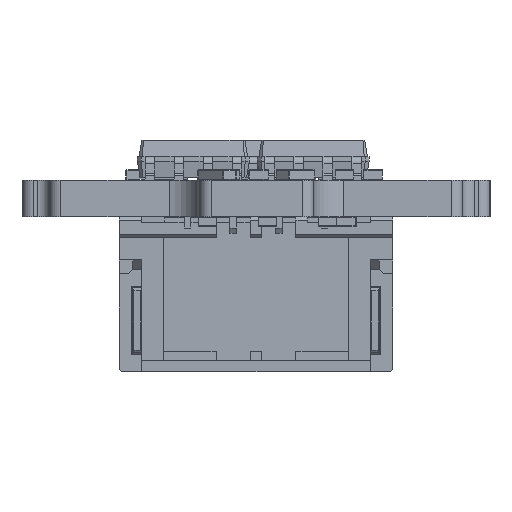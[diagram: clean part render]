
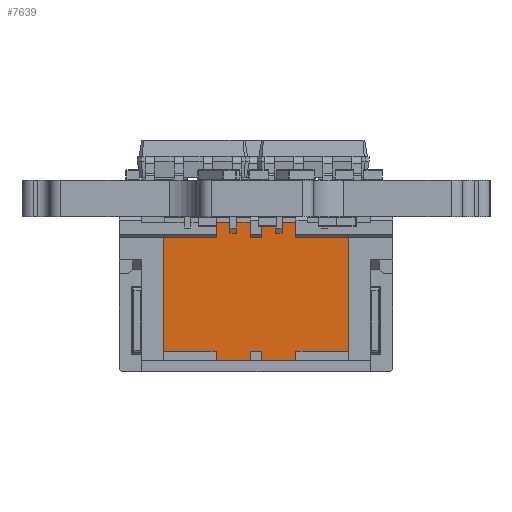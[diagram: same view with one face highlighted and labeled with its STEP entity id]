
A CAD part, left-side view. The second image highlights one B-rep face of the part: STEP entity #7639.
In plain terms, the highlighted face is planar.
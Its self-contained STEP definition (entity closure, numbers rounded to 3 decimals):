
#7422 = VERTEX_POINT('',#7423);
#7423 = CARTESIAN_POINT('',(0.25,2.4,5.875));
#7440 = VERTEX_POINT('',#7441);
#7441 = CARTESIAN_POINT('',(0.25,2.8,5.875));
#7447 = EDGE_CURVE('',#7440,#7422,#7448,.T.);
#7448 = LINE('',#7449,#7450);
#7449 = CARTESIAN_POINT('',(0.25,2.8,5.875));
#7450 = VECTOR('',#7451,1.);
#7451 = DIRECTION('',(0.,-1.,0.));
#7471 = VERTEX_POINT('',#7472);
#7472 = CARTESIAN_POINT('',(0.25,-2.6,5.875));
#7478 = EDGE_CURVE('',#7471,#7479,#7481,.T.);
#7479 = VERTEX_POINT('',#7480);
#7480 = CARTESIAN_POINT('',(0.25,-3.25,5.875));
#7481 = LINE('',#7482,#7483);
#7482 = CARTESIAN_POINT('',(0.25,-2.6,5.875));
#7483 = VECTOR('',#7484,1.);
#7484 = DIRECTION('',(0.,-1.,0.));
#7532 = EDGE_CURVE('',#7533,#7535,#7537,.T.);
#7533 = VERTEX_POINT('',#7534);
#7534 = CARTESIAN_POINT('',(-1.75,2.4,5.875));
#7535 = VERTEX_POINT('',#7536);
#7536 = CARTESIAN_POINT('',(-4.05,2.4,5.875));
#7537 = LINE('',#7538,#7539);
#7538 = CARTESIAN_POINT('',(-1.75,2.4,5.875));
#7539 = VECTOR('',#7540,1.);
#7540 = DIRECTION('',(-1.,0.,0.));
#7573 = VERTEX_POINT('',#7574);
#7574 = CARTESIAN_POINT('',(1.75,2.4,5.875));
#7591 = VERTEX_POINT('',#7592);
#7592 = CARTESIAN_POINT('',(4.05,2.4,5.875));
#7598 = EDGE_CURVE('',#7591,#7573,#7599,.T.);
#7599 = LINE('',#7600,#7601);
#7600 = CARTESIAN_POINT('',(4.05,2.4,5.875));
#7601 = VECTOR('',#7602,1.);
#7602 = DIRECTION('',(-1.,0.,0.));
#7613 = EDGE_CURVE('',#7422,#7614,#7616,.T.);
#7614 = VERTEX_POINT('',#7615);
#7615 = CARTESIAN_POINT('',(-0.25,2.4,5.875));
#7616 = LINE('',#7617,#7618);
#7617 = CARTESIAN_POINT('',(0.25,2.4,5.875));
#7618 = VECTOR('',#7619,1.);
#7619 = DIRECTION('',(-1.,0.,0.));
#7639 = ADVANCED_FACE('',(#7640),#7823,.T.);
#7640 = FACE_BOUND('',#7641,.F.);
#7641 = EDGE_LOOP('',(#7642,#7652,#7660,#7668,#7674,#7675,#7683,#7691,
    #7699,#7707,#7715,#7723,#7731,#7739,#7747,#7753,#7754,#7762,#7770,
    #7776,#7777,#7778,#7786,#7792,#7793,#7801,#7809,#7817));
#7642 = ORIENTED_EDGE('',*,*,#7643,.T.);
#7643 = EDGE_CURVE('',#7644,#7646,#7648,.T.);
#7644 = VERTEX_POINT('',#7645);
#7645 = CARTESIAN_POINT('',(1.15,-3.25,5.875));
#7646 = VERTEX_POINT('',#7647);
#7647 = CARTESIAN_POINT('',(1.15,-2.775,5.875));
#7648 = LINE('',#7649,#7650);
#7649 = CARTESIAN_POINT('',(1.15,-3.25,5.875));
#7650 = VECTOR('',#7651,1.);
#7651 = DIRECTION('',(0.,1.,0.));
#7652 = ORIENTED_EDGE('',*,*,#7653,.T.);
#7653 = EDGE_CURVE('',#7646,#7654,#7656,.T.);
#7654 = VERTEX_POINT('',#7655);
#7655 = CARTESIAN_POINT('',(0.85,-2.775,5.875));
#7656 = LINE('',#7657,#7658);
#7657 = CARTESIAN_POINT('',(1.15,-2.775,5.875));
#7658 = VECTOR('',#7659,1.);
#7659 = DIRECTION('',(-1.,0.,0.));
#7660 = ORIENTED_EDGE('',*,*,#7661,.F.);
#7661 = EDGE_CURVE('',#7662,#7654,#7664,.T.);
#7662 = VERTEX_POINT('',#7663);
#7663 = CARTESIAN_POINT('',(0.85,-3.25,5.875));
#7664 = LINE('',#7665,#7666);
#7665 = CARTESIAN_POINT('',(0.85,-3.25,5.875));
#7666 = VECTOR('',#7667,1.);
#7667 = DIRECTION('',(0.,1.,0.));
#7668 = ORIENTED_EDGE('',*,*,#7669,.T.);
#7669 = EDGE_CURVE('',#7662,#7479,#7670,.T.);
#7670 = LINE('',#7671,#7672);
#7671 = CARTESIAN_POINT('',(0.85,-3.25,5.875));
#7672 = VECTOR('',#7673,1.);
#7673 = DIRECTION('',(-1.,0.,0.));
#7674 = ORIENTED_EDGE('',*,*,#7478,.F.);
#7675 = ORIENTED_EDGE('',*,*,#7676,.T.);
#7676 = EDGE_CURVE('',#7471,#7677,#7679,.T.);
#7677 = VERTEX_POINT('',#7678);
#7678 = CARTESIAN_POINT('',(-0.25,-2.6,5.875));
#7679 = LINE('',#7680,#7681);
#7680 = CARTESIAN_POINT('',(0.25,-2.6,5.875));
#7681 = VECTOR('',#7682,1.);
#7682 = DIRECTION('',(-1.,0.,0.));
#7683 = ORIENTED_EDGE('',*,*,#7684,.T.);
#7684 = EDGE_CURVE('',#7677,#7685,#7687,.T.);
#7685 = VERTEX_POINT('',#7686);
#7686 = CARTESIAN_POINT('',(-0.25,-3.25,5.875));
#7687 = LINE('',#7688,#7689);
#7688 = CARTESIAN_POINT('',(-0.25,-2.6,5.875));
#7689 = VECTOR('',#7690,1.);
#7690 = DIRECTION('',(0.,-1.,0.));
#7691 = ORIENTED_EDGE('',*,*,#7692,.T.);
#7692 = EDGE_CURVE('',#7685,#7693,#7695,.T.);
#7693 = VERTEX_POINT('',#7694);
#7694 = CARTESIAN_POINT('',(-0.85,-3.25,5.875));
#7695 = LINE('',#7696,#7697);
#7696 = CARTESIAN_POINT('',(-0.25,-3.25,5.875));
#7697 = VECTOR('',#7698,1.);
#7698 = DIRECTION('',(-1.,0.,0.));
#7699 = ORIENTED_EDGE('',*,*,#7700,.T.);
#7700 = EDGE_CURVE('',#7693,#7701,#7703,.T.);
#7701 = VERTEX_POINT('',#7702);
#7702 = CARTESIAN_POINT('',(-0.85,-2.775,5.875));
#7703 = LINE('',#7704,#7705);
#7704 = CARTESIAN_POINT('',(-0.85,-3.25,5.875));
#7705 = VECTOR('',#7706,1.);
#7706 = DIRECTION('',(0.,1.,0.));
#7707 = ORIENTED_EDGE('',*,*,#7708,.T.);
#7708 = EDGE_CURVE('',#7701,#7709,#7711,.T.);
#7709 = VERTEX_POINT('',#7710);
#7710 = CARTESIAN_POINT('',(-1.15,-2.775,5.875));
#7711 = LINE('',#7712,#7713);
#7712 = CARTESIAN_POINT('',(-0.85,-2.775,5.875));
#7713 = VECTOR('',#7714,1.);
#7714 = DIRECTION('',(-1.,0.,0.));
#7715 = ORIENTED_EDGE('',*,*,#7716,.F.);
#7716 = EDGE_CURVE('',#7717,#7709,#7719,.T.);
#7717 = VERTEX_POINT('',#7718);
#7718 = CARTESIAN_POINT('',(-1.15,-3.25,5.875));
#7719 = LINE('',#7720,#7721);
#7720 = CARTESIAN_POINT('',(-1.15,-3.25,5.875));
#7721 = VECTOR('',#7722,1.);
#7722 = DIRECTION('',(0.,1.,0.));
#7723 = ORIENTED_EDGE('',*,*,#7724,.T.);
#7724 = EDGE_CURVE('',#7717,#7725,#7727,.T.);
#7725 = VERTEX_POINT('',#7726);
#7726 = CARTESIAN_POINT('',(-1.75,-3.25,5.875));
#7727 = LINE('',#7728,#7729);
#7728 = CARTESIAN_POINT('',(-1.15,-3.25,5.875));
#7729 = VECTOR('',#7730,1.);
#7730 = DIRECTION('',(-1.,0.,0.));
#7731 = ORIENTED_EDGE('',*,*,#7732,.F.);
#7732 = EDGE_CURVE('',#7733,#7725,#7735,.T.);
#7733 = VERTEX_POINT('',#7734);
#7734 = CARTESIAN_POINT('',(-1.75,-2.6,5.875));
#7735 = LINE('',#7736,#7737);
#7736 = CARTESIAN_POINT('',(-1.75,-2.6,5.875));
#7737 = VECTOR('',#7738,1.);
#7738 = DIRECTION('',(0.,-1.,0.));
#7739 = ORIENTED_EDGE('',*,*,#7740,.T.);
#7740 = EDGE_CURVE('',#7733,#7741,#7743,.T.);
#7741 = VERTEX_POINT('',#7742);
#7742 = CARTESIAN_POINT('',(-4.05,-2.6,5.875));
#7743 = LINE('',#7744,#7745);
#7744 = CARTESIAN_POINT('',(-1.75,-2.6,5.875));
#7745 = VECTOR('',#7746,1.);
#7746 = DIRECTION('',(-1.,0.,0.));
#7747 = ORIENTED_EDGE('',*,*,#7748,.T.);
#7748 = EDGE_CURVE('',#7741,#7535,#7749,.T.);
#7749 = LINE('',#7750,#7751);
#7750 = CARTESIAN_POINT('',(-4.05,-2.6,5.875));
#7751 = VECTOR('',#7752,1.);
#7752 = DIRECTION('',(0.,1.,0.));
#7753 = ORIENTED_EDGE('',*,*,#7532,.F.);
#7754 = ORIENTED_EDGE('',*,*,#7755,.F.);
#7755 = EDGE_CURVE('',#7756,#7533,#7758,.T.);
#7756 = VERTEX_POINT('',#7757);
#7757 = CARTESIAN_POINT('',(-1.75,2.8,5.875));
#7758 = LINE('',#7759,#7760);
#7759 = CARTESIAN_POINT('',(-1.75,2.8,5.875));
#7760 = VECTOR('',#7761,1.);
#7761 = DIRECTION('',(0.,-1.,0.));
#7762 = ORIENTED_EDGE('',*,*,#7763,.F.);
#7763 = EDGE_CURVE('',#7764,#7756,#7766,.T.);
#7764 = VERTEX_POINT('',#7765);
#7765 = CARTESIAN_POINT('',(-0.25,2.8,5.875));
#7766 = LINE('',#7767,#7768);
#7767 = CARTESIAN_POINT('',(-0.25,2.8,5.875));
#7768 = VECTOR('',#7769,1.);
#7769 = DIRECTION('',(-1.,0.,0.));
#7770 = ORIENTED_EDGE('',*,*,#7771,.T.);
#7771 = EDGE_CURVE('',#7764,#7614,#7772,.T.);
#7772 = LINE('',#7773,#7774);
#7773 = CARTESIAN_POINT('',(-0.25,2.8,5.875));
#7774 = VECTOR('',#7775,1.);
#7775 = DIRECTION('',(0.,-1.,0.));
#7776 = ORIENTED_EDGE('',*,*,#7613,.F.);
#7777 = ORIENTED_EDGE('',*,*,#7447,.F.);
#7778 = ORIENTED_EDGE('',*,*,#7779,.F.);
#7779 = EDGE_CURVE('',#7780,#7440,#7782,.T.);
#7780 = VERTEX_POINT('',#7781);
#7781 = CARTESIAN_POINT('',(1.75,2.8,5.875));
#7782 = LINE('',#7783,#7784);
#7783 = CARTESIAN_POINT('',(1.75,2.8,5.875));
#7784 = VECTOR('',#7785,1.);
#7785 = DIRECTION('',(-1.,0.,0.));
#7786 = ORIENTED_EDGE('',*,*,#7787,.T.);
#7787 = EDGE_CURVE('',#7780,#7573,#7788,.T.);
#7788 = LINE('',#7789,#7790);
#7789 = CARTESIAN_POINT('',(1.75,2.8,5.875));
#7790 = VECTOR('',#7791,1.);
#7791 = DIRECTION('',(0.,-1.,0.));
#7792 = ORIENTED_EDGE('',*,*,#7598,.F.);
#7793 = ORIENTED_EDGE('',*,*,#7794,.F.);
#7794 = EDGE_CURVE('',#7795,#7591,#7797,.T.);
#7795 = VERTEX_POINT('',#7796);
#7796 = CARTESIAN_POINT('',(4.05,-2.6,5.875));
#7797 = LINE('',#7798,#7799);
#7798 = CARTESIAN_POINT('',(4.05,-2.6,5.875));
#7799 = VECTOR('',#7800,1.);
#7800 = DIRECTION('',(0.,1.,0.));
#7801 = ORIENTED_EDGE('',*,*,#7802,.T.);
#7802 = EDGE_CURVE('',#7795,#7803,#7805,.T.);
#7803 = VERTEX_POINT('',#7804);
#7804 = CARTESIAN_POINT('',(1.75,-2.6,5.875));
#7805 = LINE('',#7806,#7807);
#7806 = CARTESIAN_POINT('',(4.05,-2.6,5.875));
#7807 = VECTOR('',#7808,1.);
#7808 = DIRECTION('',(-1.,0.,0.));
#7809 = ORIENTED_EDGE('',*,*,#7810,.T.);
#7810 = EDGE_CURVE('',#7803,#7811,#7813,.T.);
#7811 = VERTEX_POINT('',#7812);
#7812 = CARTESIAN_POINT('',(1.75,-3.25,5.875));
#7813 = LINE('',#7814,#7815);
#7814 = CARTESIAN_POINT('',(1.75,-2.6,5.875));
#7815 = VECTOR('',#7816,1.);
#7816 = DIRECTION('',(0.,-1.,0.));
#7817 = ORIENTED_EDGE('',*,*,#7818,.T.);
#7818 = EDGE_CURVE('',#7811,#7644,#7819,.T.);
#7819 = LINE('',#7820,#7821);
#7820 = CARTESIAN_POINT('',(1.75,-3.25,5.875));
#7821 = VECTOR('',#7822,1.);
#7822 = DIRECTION('',(-1.,0.,0.));
#7823 = PLANE('',#7824);
#7824 = AXIS2_PLACEMENT_3D('',#7825,#7826,#7827);
#7825 = CARTESIAN_POINT('',(6.,-2.6,5.875));
#7826 = DIRECTION('',(0.,0.,1.));
#7827 = DIRECTION('',(0.,1.,0.));
